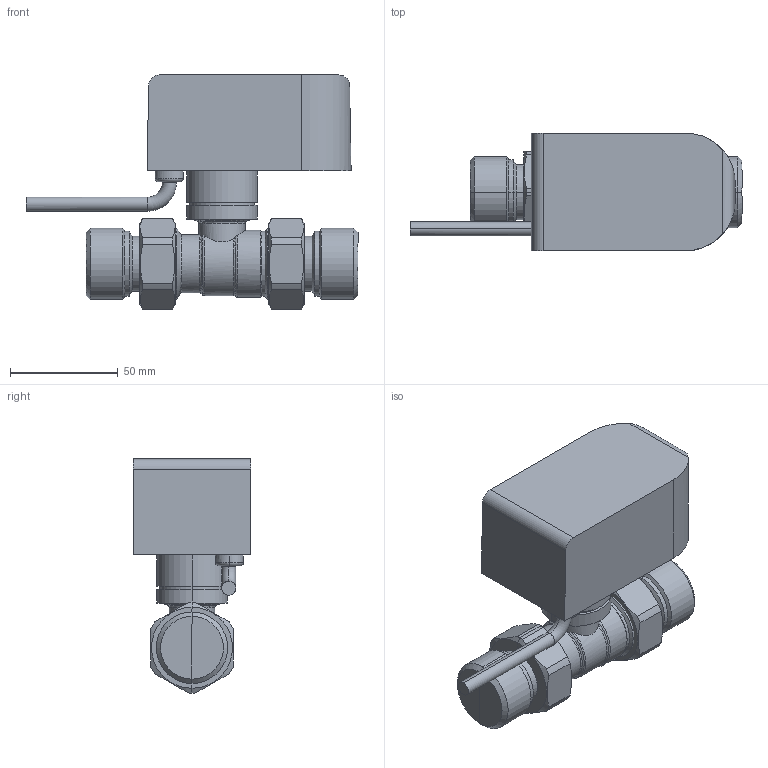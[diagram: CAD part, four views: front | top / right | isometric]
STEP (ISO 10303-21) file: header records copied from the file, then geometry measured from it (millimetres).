
FILE_DESCRIPTION(/* description */ (''),/* implementation_level */ '2;1');
FILE_NAME(/* name */ '644262 (STP).stp',/* time_stamp */ '2018-04-24T09:21:35+02:00',/* author */ ('ufftec'),/* organization */ (''),/* preprocessor_version */ 'ST-DEVELOPER v16.5',/* originating_system */ 'Autodesk Inventor 2017',/* authorisation */ '');
FILE_SCHEMA (('AUTOMOTIVE_DESIGN { 1 0 10303 214 3 1 1 }'));
Length unit declared in the file: millimetre
Products named in the file (6): 644262; 644262_1; 644262_1_1; 644262_2; 644262_3; 644262_4
Assembly tree (5 placements, depth 2):
  644262
    644262_1
    644262_1_1
    644262_2
    644262_3
    644262_4
Bounding box: 153.81 x 54.5 x 108.5 mm (x, y, z)
Volume: 375077.3 mm3; surface area: 51156.3 mm2
Topology: 6 solids, 6 shells, 164 faces, 376 edges, 225 vertices
Faces by surface type: cylinder 62, plane 52, cone 32, torus 18
Entity records: 4958 total; most frequent: CARTESIAN_POINT 1279, DIRECTION 754, ORIENTED_EDGE 752, EDGE_CURVE 376, AXIS2_PLACEMENT_3D 309, VERTEX_POINT 225, EDGE_LOOP 165, FACE_OUTER_BOUND 164
